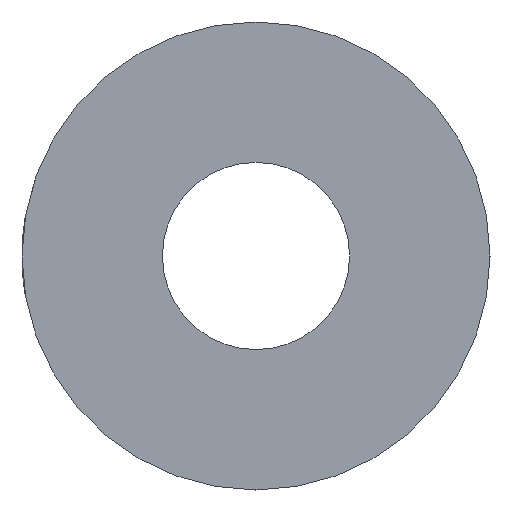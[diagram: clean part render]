
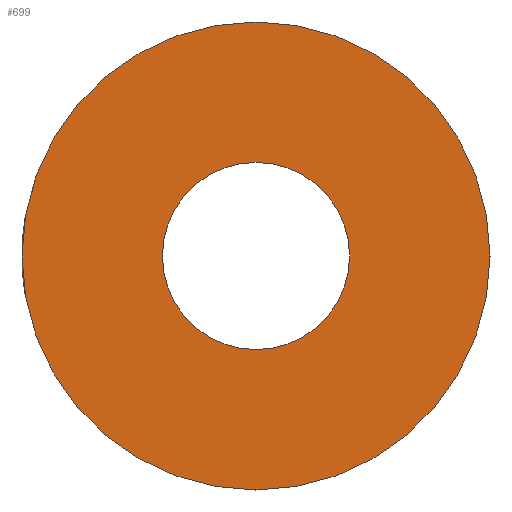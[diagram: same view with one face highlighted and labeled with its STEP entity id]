
A CAD part, left-side view. The second image highlights one B-rep face of the part: STEP entity #699.
In plain terms, the highlighted planar face has unit normal (-1, 0, 0).
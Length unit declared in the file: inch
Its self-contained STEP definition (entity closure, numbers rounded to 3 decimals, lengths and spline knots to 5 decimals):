
#77 = DIRECTION ( 'NONE',  ( -1., 0., 0. ) ) ;
#86 = CARTESIAN_POINT ( 'NONE',  ( 0., 0., 0. ) ) ;
#199 = CIRCLE ( 'NONE', #726, 0.25 ) ;
#257 = VERTEX_POINT ( 'NONE', #716 ) ;
#266 = EDGE_LOOP ( 'NONE', ( #893, #391 ) ) ;
#270 = ORIENTED_EDGE ( 'NONE', *, *, #816, .T. ) ;
#298 = AXIS2_PLACEMENT_3D ( 'NONE', #1200, #1067, #1336 ) ;
#332 = CARTESIAN_POINT ( 'NONE',  ( 0., 0., 0. ) ) ;
#333 = EDGE_CURVE ( 'NONE', #1160, #1028, #349, .T. ) ;
#349 = CIRCLE ( 'NONE', #402, 0.625 ) ;
#391 = ORIENTED_EDGE ( 'NONE', *, *, #1123, .F. ) ;
#402 = AXIS2_PLACEMENT_3D ( 'NONE', #86, #1351, #1575 ) ;
#413 = DIRECTION ( 'NONE',  ( 0., 0., 1. ) ) ;
#699 = ADVANCED_FACE ( 'NONE', ( #896, #1043 ), #1537, .F. ) ;
#716 = CARTESIAN_POINT ( 'NONE',  ( 0., 0., -0.25 ) ) ;
#726 = AXIS2_PLACEMENT_3D ( 'NONE', #844, #1344, #413 ) ;
#773 = DIRECTION ( 'NONE',  ( 0., 0., -1. ) ) ;
#796 = EDGE_LOOP ( 'NONE', ( #270, #1274 ) ) ;
#816 = EDGE_CURVE ( 'NONE', #1028, #1160, #1435, .T. ) ;
#825 = EDGE_CURVE ( 'NONE', #871, #257, #199, .T. ) ;
#844 = CARTESIAN_POINT ( 'NONE',  ( 0., 0., 0. ) ) ;
#871 = VERTEX_POINT ( 'NONE', #1489 ) ;
#893 = ORIENTED_EDGE ( 'NONE', *, *, #825, .F. ) ;
#896 = FACE_BOUND ( 'NONE', #266, .T. ) ;
#935 = CIRCLE ( 'NONE', #298, 0.25 ) ;
#1028 = VERTEX_POINT ( 'NONE', #1586 ) ;
#1043 = FACE_OUTER_BOUND ( 'NONE', #796, .T. ) ;
#1067 = DIRECTION ( 'NONE',  ( -1., 0., 0. ) ) ;
#1117 = AXIS2_PLACEMENT_3D ( 'NONE', #332, #77, #1585 ) ;
#1123 = EDGE_CURVE ( 'NONE', #257, #871, #935, .T. ) ;
#1160 = VERTEX_POINT ( 'NONE', #1330 ) ;
#1200 = CARTESIAN_POINT ( 'NONE',  ( 0., 0., 0. ) ) ;
#1225 = AXIS2_PLACEMENT_3D ( 'NONE', #1399, #1406, #773 ) ;
#1274 = ORIENTED_EDGE ( 'NONE', *, *, #333, .T. ) ;
#1330 = CARTESIAN_POINT ( 'NONE',  ( 0., 0., -0.625 ) ) ;
#1336 = DIRECTION ( 'NONE',  ( 0., 0., 1. ) ) ;
#1344 = DIRECTION ( 'NONE',  ( -1., 0., 0. ) ) ;
#1351 = DIRECTION ( 'NONE',  ( -1., 0., 0. ) ) ;
#1399 = CARTESIAN_POINT ( 'NONE',  ( 0., 0.625, 0. ) ) ;
#1406 = DIRECTION ( 'NONE',  ( 1., 0., 0. ) ) ;
#1435 = CIRCLE ( 'NONE', #1117, 0.625 ) ;
#1489 = CARTESIAN_POINT ( 'NONE',  ( 0., 0., 0.25 ) ) ;
#1537 = PLANE ( 'NONE',  #1225 ) ;
#1575 = DIRECTION ( 'NONE',  ( 0., 0., 1. ) ) ;
#1585 = DIRECTION ( 'NONE',  ( 0., 0., 1. ) ) ;
#1586 = CARTESIAN_POINT ( 'NONE',  ( 0., 0., 0.625 ) ) ;
